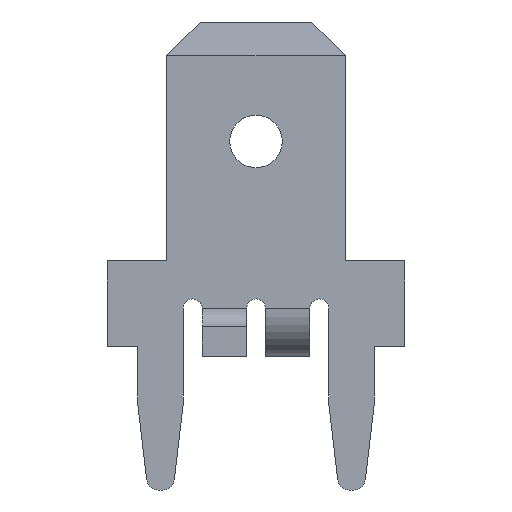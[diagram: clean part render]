
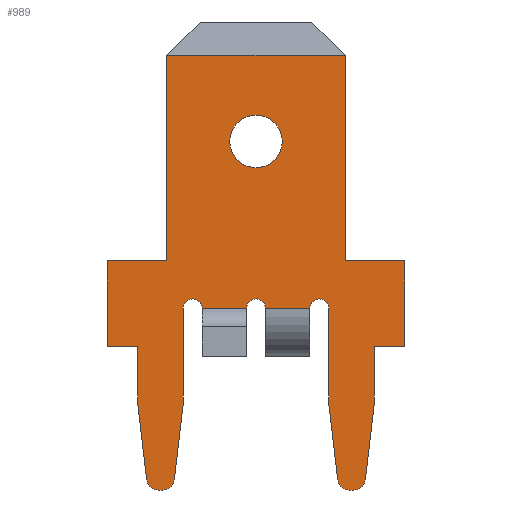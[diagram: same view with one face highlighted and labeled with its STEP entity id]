
A CAD part, front view. The second image highlights one B-rep face of the part: STEP entity #989.
In plain terms, the highlighted planar face has unit normal (0, -1, 0).
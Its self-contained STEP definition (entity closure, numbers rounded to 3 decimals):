
#271=CARTESIAN_POINT('',(0.,-0.394,-3.175));
#272=DIRECTION('',(0.,-1.,0.));
#273=DIRECTION('',(-1.,0.,0.));
#274=AXIS2_PLACEMENT_3D('',#271,#272,#273);
#276=CARTESIAN_POINT('',(0.,-0.394,-3.175));
#277=DIRECTION('',(0.,-1.,0.));
#278=DIRECTION('',(1.,0.,0.));
#279=AXIS2_PLACEMENT_3D('',#276,#277,#278);
#281=DIRECTION('',(-1.,0.,0.));
#282=VECTOR('',#281,4.75);
#283=CARTESIAN_POINT('',(2.375,-0.394,-0.889));
#284=LINE('',#283,#282);
#285=DIRECTION('',(0.,0.,-1.));
#286=VECTOR('',#285,5.461);
#287=CARTESIAN_POINT('',(2.375,-0.394,-0.889));
#288=LINE('',#287,#286);
#289=DIRECTION('',(1.,0.,0.));
#290=VECTOR('',#289,1.588);
#291=CARTESIAN_POINT('',(2.375,-0.394,-6.35));
#292=LINE('',#291,#290);
#293=DIRECTION('',(0.,0.,-1.));
#294=VECTOR('',#293,2.286);
#295=CARTESIAN_POINT('',(3.962,-0.394,-6.35));
#296=LINE('',#295,#294);
#297=DIRECTION('',(-1.,0.,0.));
#298=VECTOR('',#297,0.819);
#299=CARTESIAN_POINT('',(3.962,-0.394,-8.636));
#300=LINE('',#299,#298);
#301=DIRECTION('',(0.,0.,-1.));
#302=VECTOR('',#301,1.524);
#303=CARTESIAN_POINT('',(3.143,-0.394,-8.636));
#304=LINE('',#303,#302);
#305=DIRECTION('',(-0.116,0.,-0.993));
#306=VECTOR('',#305,2.019);
#307=CARTESIAN_POINT('',(3.143,-0.394,-10.16));
#308=LINE('',#307,#306);
#309=CARTESIAN_POINT('',(2.593,-0.394,-12.129));
#310=DIRECTION('',(0.,1.,0.));
#311=DIRECTION('',(0.993,0.,-0.116));
#312=AXIS2_PLACEMENT_3D('',#309,#310,#311);
#314=DIRECTION('',(-1.,0.,0.));
#315=VECTOR('',#314,0.106);
#316=CARTESIAN_POINT('',(2.593,-0.394,-12.446));
#317=LINE('',#316,#315);
#318=CARTESIAN_POINT('',(2.487,-0.394,-12.129));
#319=DIRECTION('',(0.,1.,0.));
#320=DIRECTION('',(0.,0.,-1.));
#321=AXIS2_PLACEMENT_3D('',#318,#319,#320);
#323=DIRECTION('',(-0.116,0.,0.993));
#324=VECTOR('',#323,2.019);
#325=CARTESIAN_POINT('',(2.172,-0.394,-12.165));
#326=LINE('',#325,#324);
#327=DIRECTION('',(0.,0.,1.));
#328=VECTOR('',#327,2.54);
#329=CARTESIAN_POINT('',(1.937,-0.394,-10.16));
#330=LINE('',#329,#328);
#331=CARTESIAN_POINT('',(1.683,-0.394,-7.62));
#332=DIRECTION('',(0.,-1.,0.));
#333=DIRECTION('',(1.,0.,0.));
#334=AXIS2_PLACEMENT_3D('',#331,#332,#333);
#336=DIRECTION('',(1.,0.,0.));
#337=VECTOR('',#336,1.175);
#338=CARTESIAN_POINT('',(0.254,-0.394,-7.62));
#339=LINE('',#338,#337);
#340=CARTESIAN_POINT('',(0.,-0.394,-7.62));
#341=DIRECTION('',(0.,-1.,0.));
#342=DIRECTION('',(1.,0.,0.));
#343=AXIS2_PLACEMENT_3D('',#340,#341,#342);
#345=DIRECTION('',(1.,0.,0.));
#346=VECTOR('',#345,1.175);
#347=CARTESIAN_POINT('',(-1.429,-0.394,-7.62));
#348=LINE('',#347,#346);
#349=CARTESIAN_POINT('',(-1.683,-0.394,-7.62));
#350=DIRECTION('',(0.,-1.,0.));
#351=DIRECTION('',(1.,0.,0.));
#352=AXIS2_PLACEMENT_3D('',#349,#350,#351);
#354=DIRECTION('',(0.,0.,-1.));
#355=VECTOR('',#354,2.54);
#356=CARTESIAN_POINT('',(-1.937,-0.394,-7.62));
#357=LINE('',#356,#355);
#358=DIRECTION('',(-0.116,0.,-0.993));
#359=VECTOR('',#358,2.019);
#360=CARTESIAN_POINT('',(-1.937,-0.394,-10.16));
#361=LINE('',#360,#359);
#362=CARTESIAN_POINT('',(-2.487,-0.394,-12.129));
#363=DIRECTION('',(0.,1.,0.));
#364=DIRECTION('',(0.993,0.,-0.116));
#365=AXIS2_PLACEMENT_3D('',#362,#363,#364);
#367=DIRECTION('',(-1.,0.,0.));
#368=VECTOR('',#367,0.106);
#369=CARTESIAN_POINT('',(-2.487,-0.394,-12.446));
#370=LINE('',#369,#368);
#371=CARTESIAN_POINT('',(-2.593,-0.394,-12.129));
#372=DIRECTION('',(0.,1.,0.));
#373=DIRECTION('',(0.,0.,-1.));
#374=AXIS2_PLACEMENT_3D('',#371,#372,#373);
#376=DIRECTION('',(-0.116,0.,0.993));
#377=VECTOR('',#376,2.019);
#378=CARTESIAN_POINT('',(-2.908,-0.394,-12.165));
#379=LINE('',#378,#377);
#380=DIRECTION('',(0.,0.,1.));
#381=VECTOR('',#380,1.524);
#382=CARTESIAN_POINT('',(-3.143,-0.394,-10.16));
#383=LINE('',#382,#381);
#384=DIRECTION('',(-1.,0.,0.));
#385=VECTOR('',#384,0.819);
#386=CARTESIAN_POINT('',(-3.143,-0.394,-8.636));
#387=LINE('',#386,#385);
#388=DIRECTION('',(0.,0.,1.));
#389=VECTOR('',#388,2.286);
#390=CARTESIAN_POINT('',(-3.962,-0.394,-8.636));
#391=LINE('',#390,#389);
#392=DIRECTION('',(1.,0.,0.));
#393=VECTOR('',#392,1.588);
#394=CARTESIAN_POINT('',(-3.962,-0.394,-6.35));
#395=LINE('',#394,#393);
#396=DIRECTION('',(0.,0.,1.));
#397=VECTOR('',#396,5.461);
#398=CARTESIAN_POINT('',(-2.375,-0.394,-6.35));
#399=LINE('',#398,#397);
#682=CARTESIAN_POINT('',(2.375,-0.394,-6.35));
#683=CARTESIAN_POINT('',(3.962,-0.394,-6.35));
#684=VERTEX_POINT('',#682);
#685=VERTEX_POINT('',#683);
#686=CARTESIAN_POINT('',(3.962,-0.394,-8.636));
#687=VERTEX_POINT('',#686);
#688=CARTESIAN_POINT('',(3.143,-0.394,-8.636));
#689=VERTEX_POINT('',#688);
#690=CARTESIAN_POINT('',(3.143,-0.394,-10.16));
#691=VERTEX_POINT('',#690);
#692=CARTESIAN_POINT('',(2.593,-0.394,-12.446));
#693=CARTESIAN_POINT('',(2.487,-0.394,-12.446));
#694=VERTEX_POINT('',#692);
#695=VERTEX_POINT('',#693);
#696=CARTESIAN_POINT('',(1.937,-0.394,-10.16));
#697=CARTESIAN_POINT('',(1.937,-0.394,-7.62));
#698=VERTEX_POINT('',#696);
#699=VERTEX_POINT('',#697);
#714=CARTESIAN_POINT('',(-1.937,-0.394,-7.62));
#715=CARTESIAN_POINT('',(-1.937,-0.394,-10.16));
#716=VERTEX_POINT('',#714);
#717=VERTEX_POINT('',#715);
#718=CARTESIAN_POINT('',(-3.143,-0.394,-10.16));
#719=CARTESIAN_POINT('',(-3.143,-0.394,-8.636));
#720=VERTEX_POINT('',#718);
#721=VERTEX_POINT('',#719);
#722=CARTESIAN_POINT('',(-3.962,-0.394,-8.636));
#723=VERTEX_POINT('',#722);
#724=CARTESIAN_POINT('',(-3.962,-0.394,-6.35));
#725=VERTEX_POINT('',#724);
#726=CARTESIAN_POINT('',(-2.375,-0.394,-6.35));
#727=VERTEX_POINT('',#726);
#728=CARTESIAN_POINT('',(-2.375,-0.394,-0.889));
#730=VERTEX_POINT('',#728);
#734=CARTESIAN_POINT('',(2.375,-0.394,-0.889));
#735=VERTEX_POINT('',#734);
#748=CARTESIAN_POINT('',(-0.699,-0.394,-3.175));
#749=CARTESIAN_POINT('',(0.699,-0.394,-3.175));
#750=VERTEX_POINT('',#748);
#751=VERTEX_POINT('',#749);
#764=CARTESIAN_POINT('',(2.908,-0.394,-12.165));
#765=VERTEX_POINT('',#764);
#766=CARTESIAN_POINT('',(2.172,-0.394,-12.165));
#767=VERTEX_POINT('',#766);
#768=CARTESIAN_POINT('',(-2.172,-0.394,-12.165));
#769=VERTEX_POINT('',#768);
#770=CARTESIAN_POINT('',(-2.487,-0.394,-12.446));
#771=VERTEX_POINT('',#770);
#772=CARTESIAN_POINT('',(-2.593,-0.394,-12.446));
#773=VERTEX_POINT('',#772);
#774=CARTESIAN_POINT('',(-2.908,-0.394,-12.165));
#775=VERTEX_POINT('',#774);
#784=CARTESIAN_POINT('',(1.429,-0.394,-7.62));
#786=VERTEX_POINT('',#784);
#796=CARTESIAN_POINT('',(-1.429,-0.394,-7.62));
#798=VERTEX_POINT('',#796);
#800=CARTESIAN_POINT('',(0.254,-0.394,-7.62));
#802=VERTEX_POINT('',#800);
#804=CARTESIAN_POINT('',(-0.254,-0.394,
-7.62));
#806=VERTEX_POINT('',#804);
#922=CARTESIAN_POINT('',(0.,-0.394,0.));
#923=DIRECTION('',(0.,1.,0.));
#924=DIRECTION('',(-1.,0.,0.));
#925=AXIS2_PLACEMENT_3D('',#922,#923,#924);
#926=PLANE('',#925);
#928=ORIENTED_EDGE('',*,*,#927,.F.);
#930=ORIENTED_EDGE('',*,*,#929,.T.);
#932=ORIENTED_EDGE('',*,*,#931,.T.);
#934=ORIENTED_EDGE('',*,*,#933,.T.);
#936=ORIENTED_EDGE('',*,*,#935,.T.);
#938=ORIENTED_EDGE('',*,*,#937,.T.);
#940=ORIENTED_EDGE('',*,*,#939,.T.);
#942=ORIENTED_EDGE('',*,*,#941,.T.);
#944=ORIENTED_EDGE('',*,*,#943,.T.);
#946=ORIENTED_EDGE('',*,*,#945,.T.);
#948=ORIENTED_EDGE('',*,*,#947,.T.);
#950=ORIENTED_EDGE('',*,*,#949,.T.);
#952=ORIENTED_EDGE('',*,*,#951,.T.);
#954=ORIENTED_EDGE('',*,*,#953,.F.);
#956=ORIENTED_EDGE('',*,*,#955,.T.);
#958=ORIENTED_EDGE('',*,*,#957,.F.);
#960=ORIENTED_EDGE('',*,*,#959,.T.);
#962=ORIENTED_EDGE('',*,*,#961,.T.);
#964=ORIENTED_EDGE('',*,*,#963,.T.);
#966=ORIENTED_EDGE('',*,*,#965,.T.);
#968=ORIENTED_EDGE('',*,*,#967,.T.);
#970=ORIENTED_EDGE('',*,*,#969,.T.);
#972=ORIENTED_EDGE('',*,*,#971,.T.);
#974=ORIENTED_EDGE('',*,*,#973,.T.);
#976=ORIENTED_EDGE('',*,*,#975,.T.);
#978=ORIENTED_EDGE('',*,*,#977,.T.);
#980=ORIENTED_EDGE('',*,*,#979,.T.);
#982=ORIENTED_EDGE('',*,*,#981,.T.);
#983=EDGE_LOOP('',(#928,#930,#932,#934,#936,#938,#940,#942,#944,#946,#948,#950,
#952,#954,#956,#958,#960,#962,#964,#966,#968,#970,#972,#974,#976,#978,#980,
#982));
#984=FACE_OUTER_BOUND('',#983,.F.);
#985=ORIENTED_EDGE('',*,*,#902,.T.);
#986=ORIENTED_EDGE('',*,*,#916,.T.);
#987=EDGE_LOOP('',(#985,#986));
#988=FACE_BOUND('',#987,.F.);
#275=CIRCLE('',#274,0.699);
#280=CIRCLE('',#279,0.699);
#313=CIRCLE('',#312,0.318);
#322=CIRCLE('',#321,0.318);
#335=CIRCLE('',#334,0.254);
#344=CIRCLE('',#343,0.254);
#353=CIRCLE('',#352,0.254);
#366=CIRCLE('',#365,0.318);
#375=CIRCLE('',#374,0.318);
#902=EDGE_CURVE('',#750,#751,#275,.T.);
#916=EDGE_CURVE('',#751,#750,#280,.T.);
#927=EDGE_CURVE('',#735,#730,#284,.T.);
#929=EDGE_CURVE('',#735,#684,#288,.T.);
#931=EDGE_CURVE('',#684,#685,#292,.T.);
#933=EDGE_CURVE('',#685,#687,#296,.T.);
#935=EDGE_CURVE('',#687,#689,#300,.T.);
#937=EDGE_CURVE('',#689,#691,#304,.T.);
#939=EDGE_CURVE('',#691,#765,#308,.T.);
#941=EDGE_CURVE('',#765,#694,#313,.T.);
#943=EDGE_CURVE('',#694,#695,#317,.T.);
#945=EDGE_CURVE('',#695,#767,#322,.T.);
#947=EDGE_CURVE('',#767,#698,#326,.T.);
#949=EDGE_CURVE('',#698,#699,#330,.T.);
#951=EDGE_CURVE('',#699,#786,#335,.T.);
#953=EDGE_CURVE('',#802,#786,#339,.T.);
#955=EDGE_CURVE('',#802,#806,#344,.T.);
#957=EDGE_CURVE('',#798,#806,#348,.T.);
#959=EDGE_CURVE('',#798,#716,#353,.T.);
#961=EDGE_CURVE('',#716,#717,#357,.T.);
#963=EDGE_CURVE('',#717,#769,#361,.T.);
#965=EDGE_CURVE('',#769,#771,#366,.T.);
#967=EDGE_CURVE('',#771,#773,#370,.T.);
#969=EDGE_CURVE('',#773,#775,#375,.T.);
#971=EDGE_CURVE('',#775,#720,#379,.T.);
#973=EDGE_CURVE('',#720,#721,#383,.T.);
#975=EDGE_CURVE('',#721,#723,#387,.T.);
#977=EDGE_CURVE('',#723,#725,#391,.T.);
#979=EDGE_CURVE('',#725,#727,#395,.T.);
#981=EDGE_CURVE('',#727,#730,#399,.T.);
#989=ADVANCED_FACE('',(#984,#988),#926,.F.);
